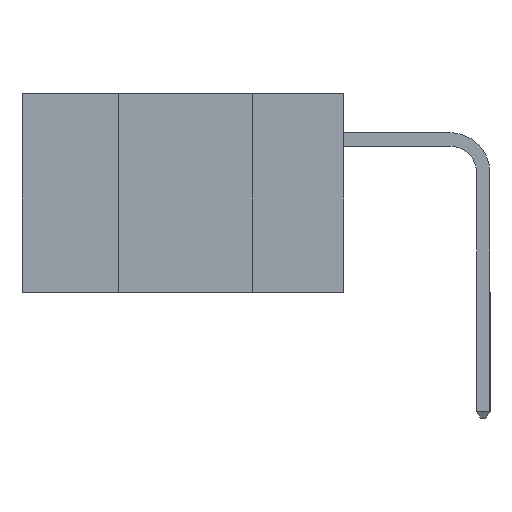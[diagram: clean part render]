
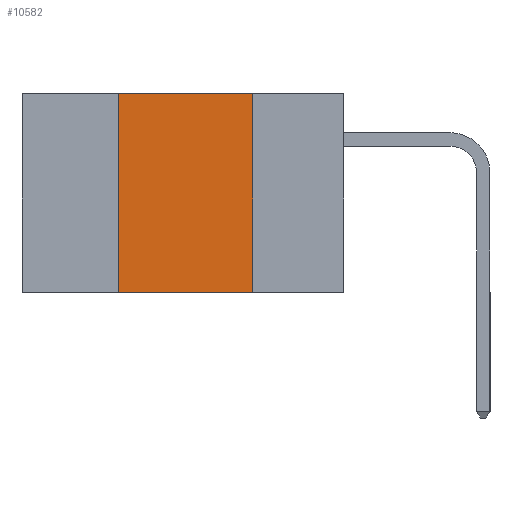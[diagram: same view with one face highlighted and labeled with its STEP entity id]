
A CAD part, left-side view. The second image highlights one B-rep face of the part: STEP entity #10582.
In plain terms, the highlighted planar face has unit normal (-1, 0, 0).
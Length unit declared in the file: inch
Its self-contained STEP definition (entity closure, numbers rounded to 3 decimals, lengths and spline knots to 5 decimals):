
#219 = ORIENTED_EDGE ( 'NONE', *, *, #1834, .F. ) ;
#248 = EDGE_CURVE ( 'NONE', #3807, #7252, #5033, .T. ) ;
#524 = CARTESIAN_POINT ( 'NONE',  ( 0., 0.6, 0. ) ) ;
#541 = CARTESIAN_POINT ( 'NONE',  ( 0., 0.6, 0. ) ) ;
#615 = EDGE_CURVE ( 'NONE', #3491, #3807, #4066, .T. ) ;
#656 = CARTESIAN_POINT ( 'NONE',  ( 0., 0.6, -0.37 ) ) ;
#858 = VERTEX_POINT ( 'NONE', #2985 ) ;
#1462 = PLANE ( 'NONE',  #4396 ) ;
#1637 = VECTOR ( 'NONE', #2833, 39.37008 ) ;
#1834 = EDGE_CURVE ( 'NONE', #7252, #858, #10063, .T. ) ;
#2402 = DIRECTION ( 'NONE',  ( 0., 0., -1. ) ) ;
#2445 = CARTESIAN_POINT ( 'NONE',  ( 0., 0.17, 0. ) ) ;
#2466 = FACE_OUTER_BOUND ( 'NONE', #8331, .T. ) ;
#2504 = DIRECTION ( 'NONE',  ( 0., -1., 0. ) ) ;
#2833 = DIRECTION ( 'NONE',  ( 0., 0., 1. ) ) ;
#2867 = LINE ( 'NONE', #656, #7510 ) ;
#2985 = CARTESIAN_POINT ( 'NONE',  ( 0., 0.17, -0.37 ) ) ;
#3491 = VERTEX_POINT ( 'NONE', #6047 ) ;
#3770 = CARTESIAN_POINT ( 'NONE',  ( 0., 0.42, 0. ) ) ;
#3807 = VERTEX_POINT ( 'NONE', #4582 ) ;
#4066 = LINE ( 'NONE', #3770, #1637 ) ;
#4318 = DIRECTION ( 'NONE',  ( 0., 0., -1. ) ) ;
#4396 = AXIS2_PLACEMENT_3D ( 'NONE', #541, #6744, #2402 ) ;
#4582 = CARTESIAN_POINT ( 'NONE',  ( 0., 0.42, 0. ) ) ;
#4885 = ORIENTED_EDGE ( 'NONE', *, *, #11192, .T. ) ;
#5033 = LINE ( 'NONE', #524, #5309 ) ;
#5309 = VECTOR ( 'NONE', #7941, 39.37008 ) ;
#5675 = CARTESIAN_POINT ( 'NONE',  ( 0., 0.17, 0. ) ) ;
#6047 = CARTESIAN_POINT ( 'NONE',  ( 0., 0.42, -0.37 ) ) ;
#6744 = DIRECTION ( 'NONE',  ( 1., 0., 0. ) ) ;
#7252 = VERTEX_POINT ( 'NONE', #5675 ) ;
#7510 = VECTOR ( 'NONE', #2504, 39.37008 ) ;
#7555 = VECTOR ( 'NONE', #4318, 39.37008 ) ;
#7941 = DIRECTION ( 'NONE',  ( 0., -1., 0. ) ) ;
#8331 = EDGE_LOOP ( 'NONE', ( #219, #9476, #9331, #4885 ) ) ;
#9331 = ORIENTED_EDGE ( 'NONE', *, *, #615, .F. ) ;
#9476 = ORIENTED_EDGE ( 'NONE', *, *, #248, .F. ) ;
#10063 = LINE ( 'NONE', #2445, #7555 ) ;
#10582 = ADVANCED_FACE ( 'NONE', ( #2466 ), #1462, .F. ) ;
#11192 = EDGE_CURVE ( 'NONE', #3491, #858, #2867, .T. ) ;
